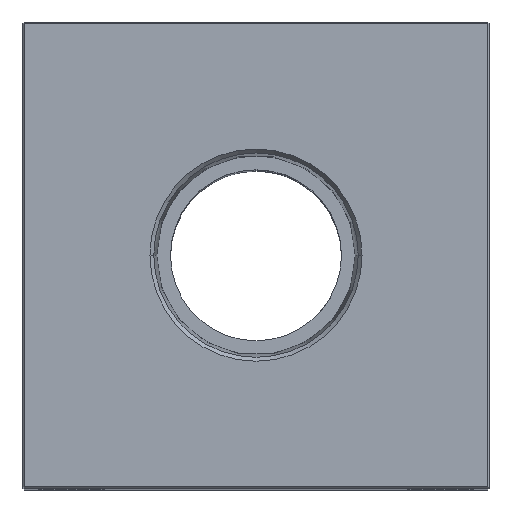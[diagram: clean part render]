
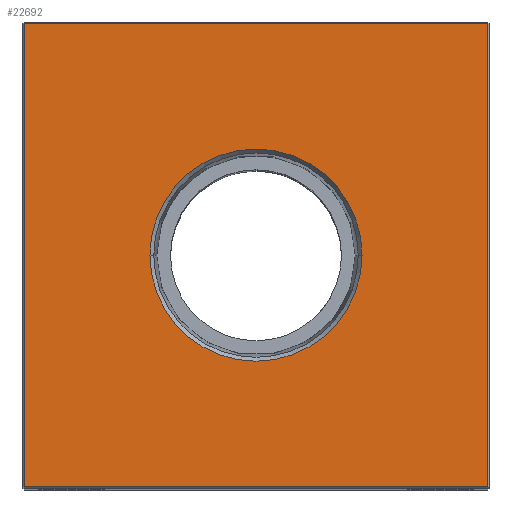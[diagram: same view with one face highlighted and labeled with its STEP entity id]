
A CAD part, top view. The second image highlights one B-rep face of the part: STEP entity #22692.
In plain terms, the highlighted planar face has unit normal (0, 0, 1).
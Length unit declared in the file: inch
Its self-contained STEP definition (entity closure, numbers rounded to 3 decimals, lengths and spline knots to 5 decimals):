
#180 = CARTESIAN_POINT ( 'NONE',  ( 0., 1.49, 6.25 ) ) ;
#244 = DIRECTION ( 'NONE',  ( 1., 0., 0. ) ) ;
#1676 = LINE ( 'NONE', #1797, #14190 ) ;
#1797 = CARTESIAN_POINT ( 'NONE',  ( 0., -1.49, 6.25 ) ) ;
#2800 = VECTOR ( 'NONE', #7781, 39.37008 ) ;
#3775 = CARTESIAN_POINT ( 'NONE',  ( -1.49, -1.49, 6.25 ) ) ;
#3920 = DIRECTION ( 'NONE',  ( -1., 0., 0. ) ) ;
#4325 = CARTESIAN_POINT ( 'NONE',  ( 0., 0., 6.25 ) ) ;
#4653 = CARTESIAN_POINT ( 'NONE',  ( -1.49, 1.49, 6.25 ) ) ;
#4692 = CIRCLE ( 'NONE', #6753, 0.68248 ) ;
#5721 = CARTESIAN_POINT ( 'NONE',  ( 1.49, 0., 6.25 ) ) ;
#5908 = DIRECTION ( 'NONE',  ( 1., 0., 0. ) ) ;
#5981 = EDGE_CURVE ( 'NONE', #19498, #12628, #7648, .T. ) ;
#6005 = FACE_OUTER_BOUND ( 'NONE', #21030, .T. ) ;
#6425 = CARTESIAN_POINT ( 'NONE',  ( 0., 0., 6.25 ) ) ;
#6753 = AXIS2_PLACEMENT_3D ( 'NONE', #6425, #18040, #5908 ) ;
#7090 = AXIS2_PLACEMENT_3D ( 'NONE', #4325, #8192, #8318 ) ;
#7315 = ORIENTED_EDGE ( 'NONE', *, *, #5981, .T. ) ;
#7366 = VERTEX_POINT ( 'NONE', #4653 ) ;
#7492 = EDGE_CURVE ( 'NONE', #23167, #23733, #17934, .T. ) ;
#7648 = LINE ( 'NONE', #5721, #2800 ) ;
#7781 = DIRECTION ( 'NONE',  ( 0., 1., 0. ) ) ;
#8192 = DIRECTION ( 'NONE',  ( 0., 0., -1. ) ) ;
#8318 = DIRECTION ( 'NONE',  ( -1., 0., 0. ) ) ;
#8489 = EDGE_CURVE ( 'NONE', #12628, #7366, #17854, .T. ) ;
#8839 = ORIENTED_EDGE ( 'NONE', *, *, #18743, .F. ) ;
#9537 = DIRECTION ( 'NONE',  ( 1., 0., 0. ) ) ;
#10382 = PLANE ( 'NONE',  #7090 ) ;
#11923 = LINE ( 'NONE', #19800, #16034 ) ;
#12628 = VERTEX_POINT ( 'NONE', #18648 ) ;
#13145 = ORIENTED_EDGE ( 'NONE', *, *, #8489, .T. ) ;
#13400 = ORIENTED_EDGE ( 'NONE', *, *, #20790, .T. ) ;
#13798 = CARTESIAN_POINT ( 'NONE',  ( 0.68248, 0., 6.25 ) ) ;
#14190 = VECTOR ( 'NONE', #9537, 39.37008 ) ;
#16034 = VECTOR ( 'NONE', #23523, 39.37008 ) ;
#16095 = EDGE_CURVE ( 'NONE', #7366, #25002, #11923, .T. ) ;
#17703 = ORIENTED_EDGE ( 'NONE', *, *, #16095, .T. ) ;
#17854 = LINE ( 'NONE', #180, #21515 ) ;
#17934 = CIRCLE ( 'NONE', #20836, 0.68248 ) ;
#18040 = DIRECTION ( 'NONE',  ( 0., 0., 1. ) ) ;
#18300 = ORIENTED_EDGE ( 'NONE', *, *, #7492, .F. ) ;
#18648 = CARTESIAN_POINT ( 'NONE',  ( 1.49, 1.49, 6.25 ) ) ;
#18743 = EDGE_CURVE ( 'NONE', #23733, #23167, #4692, .T. ) ;
#18890 = CARTESIAN_POINT ( 'NONE',  ( 1.49, -1.49, 6.25 ) ) ;
#19498 = VERTEX_POINT ( 'NONE', #18890 ) ;
#19800 = CARTESIAN_POINT ( 'NONE',  ( -1.49, 0., 6.25 ) ) ;
#20118 = DIRECTION ( 'NONE',  ( 0., 0., 1. ) ) ;
#20682 = CARTESIAN_POINT ( 'NONE',  ( -0.68248, 0., 6.25 ) ) ;
#20790 = EDGE_CURVE ( 'NONE', #25002, #19498, #1676, .T. ) ;
#20836 = AXIS2_PLACEMENT_3D ( 'NONE', #23837, #20118, #244 ) ;
#21030 = EDGE_LOOP ( 'NONE', ( #17703, #13400, #7315, #13145 ) ) ;
#21515 = VECTOR ( 'NONE', #3920, 39.37008 ) ;
#22131 = FACE_BOUND ( 'NONE', #25097, .T. ) ;
#22692 = ADVANCED_FACE ( 'NONE', ( #6005, #22131 ), #10382, .F. ) ;
#23167 = VERTEX_POINT ( 'NONE', #13798 ) ;
#23523 = DIRECTION ( 'NONE',  ( 0., -1., 0. ) ) ;
#23733 = VERTEX_POINT ( 'NONE', #20682 ) ;
#23837 = CARTESIAN_POINT ( 'NONE',  ( 0., 0., 6.25 ) ) ;
#25002 = VERTEX_POINT ( 'NONE', #3775 ) ;
#25097 = EDGE_LOOP ( 'NONE', ( #18300, #8839 ) ) ;
